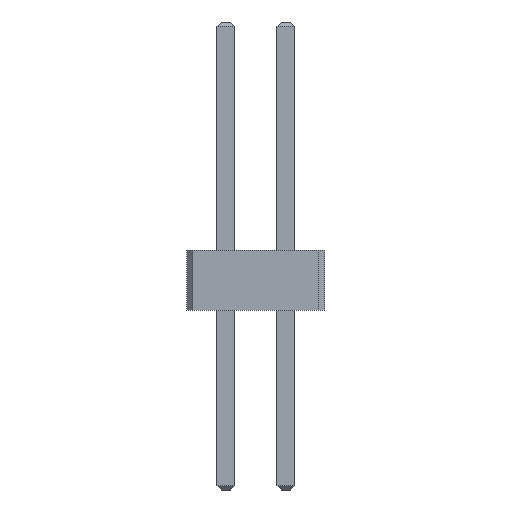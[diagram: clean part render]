
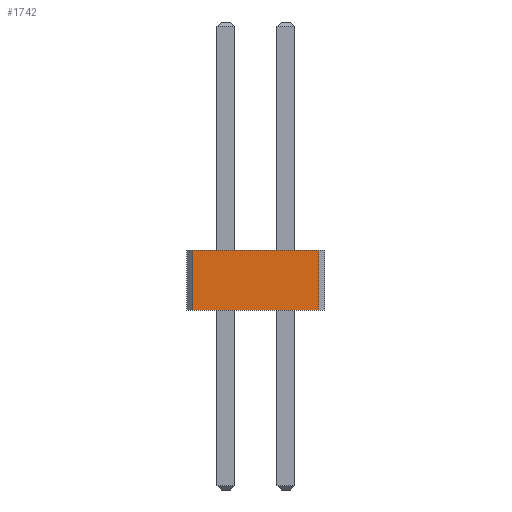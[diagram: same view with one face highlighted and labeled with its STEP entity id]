
A CAD part, front view. The second image highlights one B-rep face of the part: STEP entity #1742.
In plain terms, the highlighted planar face has unit normal (0, -1, 0).
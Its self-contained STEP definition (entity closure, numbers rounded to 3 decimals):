
#13=DIRECTION('',(0.,0.,1.));
#27=VECTOR('',#13,1.);
#67=DIRECTION('',(1.,0.,0.));
#1729=VERTEX_POINT('',#1730);
#1730=CARTESIAN_POINT('',(-0.55,-29.5,1.));
#1733=EDGE_CURVE('',#1734,#1729,#1736,.T.);
#1734=VERTEX_POINT('',#1735);
#1735=CARTESIAN_POINT('',(-0.55,-29.5,0.));
#1736=LINE('',#1735,#27);
#1742=ADVANCED_FACE('',(#1743),#1760,.F.);
#1743=FACE_BOUND('',#1744,.F.);
#1744=EDGE_LOOP('',(#1745,#1746,#1752,#1757));
#1745=ORIENTED_EDGE('',*,*,#1733,.T.);
#1746=ORIENTED_EDGE('',*,*,#1747,.T.);
#1747=EDGE_CURVE('',#1729,#1748,#1750,.T.);
#1748=VERTEX_POINT('',#1749);
#1749=CARTESIAN_POINT('',(1.55,-29.5,1.));
#1750=LINE('',#1730,#1751);
#1751=VECTOR('',#67,1.);
#1752=ORIENTED_EDGE('',*,*,#1753,.F.);
#1753=EDGE_CURVE('',#1754,#1748,#1756,.T.);
#1754=VERTEX_POINT('',#1755);
#1755=CARTESIAN_POINT('',(1.55,-29.5,0.));
#1756=LINE('',#1755,#27);
#1757=ORIENTED_EDGE('',*,*,#1758,.F.);
#1758=EDGE_CURVE('',#1734,#1754,#1759,.T.);
#1759=LINE('',#1735,#1751);
#1760=PLANE('',#1761);
#1761=AXIS2_PLACEMENT_3D('',#1735,#1762,#67);
#1762=DIRECTION('',(0.,1.,0.));
